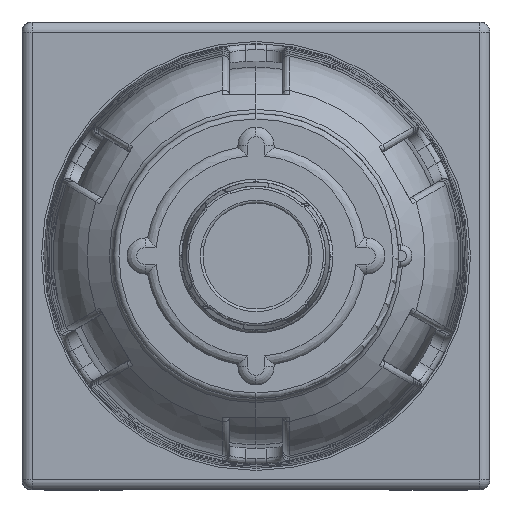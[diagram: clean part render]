
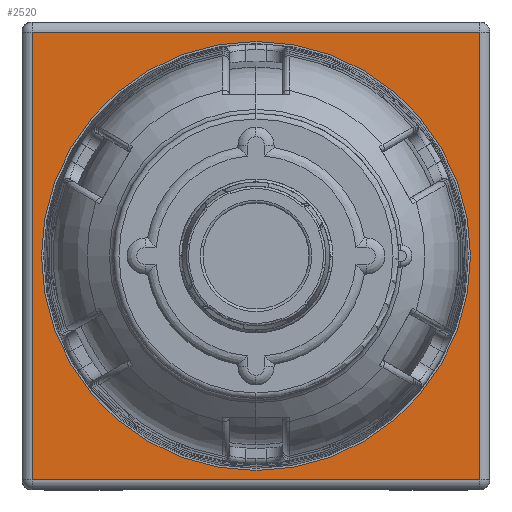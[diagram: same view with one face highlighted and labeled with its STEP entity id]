
A CAD part, front view. The second image highlights one B-rep face of the part: STEP entity #2520.
In plain terms, the highlighted planar face has unit normal (0, -1, 0).
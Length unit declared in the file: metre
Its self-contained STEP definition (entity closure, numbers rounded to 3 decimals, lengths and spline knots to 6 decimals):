
#2520=ADVANCED_FACE('16:32163',(#6025,#6026),#6027,.T.);
#6025=FACE_OUTER_BOUND('',#15068,.T.);
#6026=FACE_BOUND('',#15069,.T.);
#6027=PLANE('',#15070);
#15068=EDGE_LOOP('',(#26919,#26920,#26921,#26922));
#15069=EDGE_LOOP('',(#26923,#26924));
#15070=AXIS2_PLACEMENT_3D('',#26925,#26926,#26927);
#26919=ORIENTED_EDGE('',*,*,#40088,.T.);
#26920=ORIENTED_EDGE('',*,*,#40089,.T.);
#26921=ORIENTED_EDGE('',*,*,#40090,.T.);
#26922=ORIENTED_EDGE('',*,*,#40091,.T.);
#26923=ORIENTED_EDGE('',*,*,#40061,.T.);
#26924=ORIENTED_EDGE('',*,*,#38410,.T.);
#26925=CARTESIAN_POINT('',(-0.0201,-0.02015,0.0201));
#26926=DIRECTION('',(0.0,-1.0,0.0));
#26927=DIRECTION('',(1.0,0.0,0.0));
#38410=EDGE_CURVE('',#43977,#43975,#43978,.T.);
#40061=EDGE_CURVE('16:37800',#43975,#43977,#46423,.T.);
#40088=EDGE_CURVE('16:37848',#46456,#46457,#46458,.T.);
#40089=EDGE_CURVE('16:37851',#46457,#46459,#46460,.T.);
#40090=EDGE_CURVE('16:37854',#46459,#46461,#46462,.F.);
#40091=EDGE_CURVE('16:37857',#46461,#46456,#46463,.F.);
#43975=VERTEX_POINT('',#52417);
#43977=VERTEX_POINT('',#52420);
#43978=CIRCLE('',#52421,0.0192);
#46423=CIRCLE('',#58520,0.0192);
#46456=VERTEX_POINT('',#58590);
#46457=VERTEX_POINT('',#58591);
#46458=LINE('',#58592,#58593);
#46459=VERTEX_POINT('',#58594);
#46460=LINE('',#58595,#58596);
#46461=VERTEX_POINT('',#58597);
#46462=LINE('',#58598,#58599);
#46463=LINE('',#58600,#58601);
#52417=CARTESIAN_POINT('',(0.0,-0.02015,0.0192));
#52420=CARTESIAN_POINT('',(0.,-0.02015,-0.0192));
#52421=AXIS2_PLACEMENT_3D('',#70264,#70265,#70266);
#58520=AXIS2_PLACEMENT_3D('',#72190,#72191,#72192);
#58590=CARTESIAN_POINT('',(-0.0201,-0.02015,0.0201));
#58591=CARTESIAN_POINT('',(-0.0201,-0.02015,-0.0201));
#58592=CARTESIAN_POINT('',(-0.0201,-0.02015,0.0));
#58593=VECTOR('',#72218,1.0);
#58594=CARTESIAN_POINT('',(0.0201,-0.02015,-0.0201));
#58595=CARTESIAN_POINT('',(0.0,-0.02015,-0.0201));
#58596=VECTOR('',#72219,1.0);
#58597=CARTESIAN_POINT('',(0.0201,-0.02015,0.0201));
#58598=CARTESIAN_POINT('',(0.0201,-0.02015,0.0));
#58599=VECTOR('',#72220,1.0);
#58600=CARTESIAN_POINT('',(-0.021,-0.02015,0.0201));
#58601=VECTOR('',#72221,1.0);
#70264=CARTESIAN_POINT('',(0.0,-0.02015,0.));
#70265=DIRECTION('',(-0.0,1.0,0.0));
#70266=DIRECTION('',(0.0,0.0,1.0));
#72190=CARTESIAN_POINT('',(0.0,-0.02015,0.));
#72191=DIRECTION('',(-0.0,1.0,0.0));
#72192=DIRECTION('',(0.0,0.0,1.0));
#72218=DIRECTION('',(0.0,0.0,-1.0));
#72219=DIRECTION('',(1.0,0.0,0.0));
#72220=DIRECTION('',(0.0,0.0,-1.0));
#72221=DIRECTION('',(1.0,0.0,0.0));
